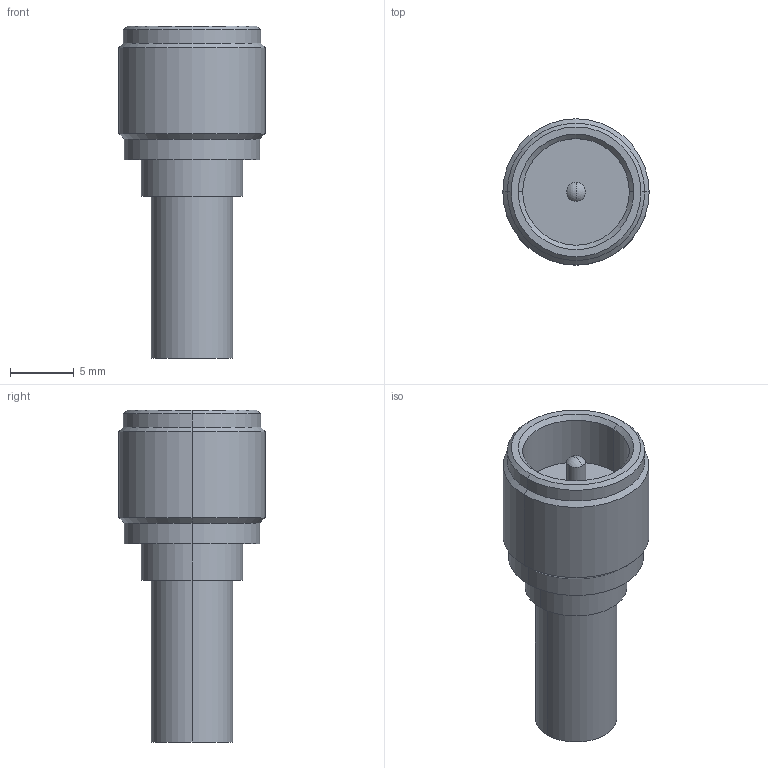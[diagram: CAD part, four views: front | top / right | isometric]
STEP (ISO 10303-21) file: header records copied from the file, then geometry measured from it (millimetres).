
FILE_DESCRIPTION (( 'STEP AP214' ), '1' );
FILE_NAME ('J01045F0000.STEP', '2017-11-15T15:45:39', ( '' ), ( '' ), 'SwSTEP 2.0', 'SolidWorks 2017', '' );
FILE_SCHEMA (( 'AUTOMOTIVE_DESIGN' ));
Length unit declared in the file: millimetre
Products named in the file (1): J01045F0000
Bounding box: 11.5 x 11.5 x 26.1 mm (x, y, z)
Volume: 1159.5 mm3; surface area: 1241 mm2
Topology: 1 solids, 1 shells, 46 faces, 92 edges, 57 vertices
Faces by surface type: cylinder 22, cone 12, plane 10, sphere 2
Entity records: 1684 total; most frequent: DIRECTION 244, CARTESIAN_POINT 196, ORIENTED_EDGE 184, AXIS2_PLACEMENT_3D 105, EDGE_CURVE 92, CIRCLE 58, VERTEX_POINT 57, EDGE_LOOP 55
